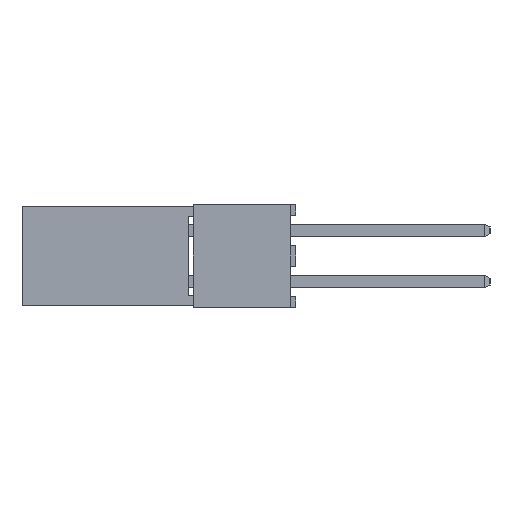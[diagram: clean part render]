
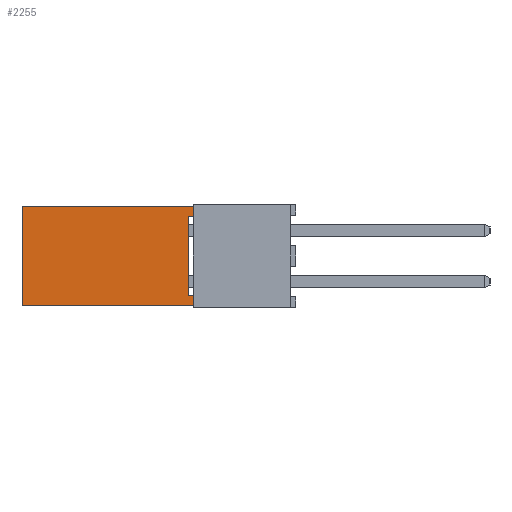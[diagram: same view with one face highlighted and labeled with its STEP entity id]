
A CAD part, left-side view. The second image highlights one B-rep face of the part: STEP entity #2255.
In plain terms, the highlighted planar face has unit normal (-1, 0, 0).
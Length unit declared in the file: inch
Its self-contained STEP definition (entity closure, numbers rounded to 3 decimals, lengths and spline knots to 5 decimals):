
#2255 = ADVANCED_FACE( '', ( #5884 ), #5885, .F. );
#5884 = FACE_OUTER_BOUND( '', #10904, .T. );
#5885 = PLANE( '', #10905 );
#10904 = EDGE_LOOP( '', ( #17950, #17951, #17952, #17953, #17954, #17955, #17956, #17957 ) );
#10905 = AXIS2_PLACEMENT_3D( '', #17958, #17959, #17960 );
#17950 = ORIENTED_EDGE( '', *, *, #30896, .T. );
#17951 = ORIENTED_EDGE( '', *, *, #31870, .T. );
#17952 = ORIENTED_EDGE( '', *, *, #31871, .F. );
#17953 = ORIENTED_EDGE( '', *, *, #31705, .F. );
#17954 = ORIENTED_EDGE( '', *, *, #31872, .T. );
#17955 = ORIENTED_EDGE( '', *, *, #31873, .T. );
#17956 = ORIENTED_EDGE( '', *, *, #31874, .T. );
#17957 = ORIENTED_EDGE( '', *, *, #31875, .T. );
#17958 = CARTESIAN_POINT( '', ( 0., 0.335, -0.0975 ) );
#17959 = DIRECTION( '', ( 1., 0., 0. ) );
#17960 = DIRECTION( '', ( 0., 0., -1. ) );
#30896 = EDGE_CURVE( '', #37563, #37567, #37569, .T. );
#31705 = EDGE_CURVE( '', #38935, #38937, #38938, .T. );
#31870 = EDGE_CURVE( '', #37567, #39207, #39208, .T. );
#31871 = EDGE_CURVE( '', #38937, #39207, #39209, .T. );
#31872 = EDGE_CURVE( '', #38935, #39210, #39211, .T. );
#31873 = EDGE_CURVE( '', #39210, #39212, #39213, .T. );
#31874 = EDGE_CURVE( '', #39212, #39214, #39215, .T. );
#31875 = EDGE_CURVE( '', #39214, #37563, #39216, .T. );
#37563 = VERTEX_POINT( '', #47025 );
#37567 = VERTEX_POINT( '', #47031 );
#37569 = LINE( '', #47034, #47035 );
#38935 = VERTEX_POINT( '', #49045 );
#38937 = VERTEX_POINT( '', #49048 );
#38938 = LINE( '', #49049, #49050 );
#39207 = VERTEX_POINT( '', #49444 );
#39208 = LINE( '', #49445, #49446 );
#39209 = LINE( '', #49447, #49448 );
#39210 = VERTEX_POINT( '', #49449 );
#39211 = LINE( '', #49450, #49451 );
#39212 = VERTEX_POINT( '', #49452 );
#39213 = LINE( '', #49453, #49454 );
#39214 = VERTEX_POINT( '', #49455 );
#39215 = LINE( '', #49456, #49457 );
#39216 = LINE( '', #49458, #49459 );
#47025 = CARTESIAN_POINT( '', ( 0., 0.01, 0.0775 ) );
#47031 = CARTESIAN_POINT( '', ( 0., 0., 0.0775 ) );
#47034 = CARTESIAN_POINT( '', ( 0., 0.01, 0.0775 ) );
#47035 = VECTOR( '', #58049, 39.37008 );
#49045 = CARTESIAN_POINT( '', ( 0., 0.335, -0.0975 ) );
#49048 = CARTESIAN_POINT( '', ( 0., 0.335, 0.0975 ) );
#49049 = CARTESIAN_POINT( '', ( 0., 0.335, -0.0975 ) );
#49050 = VECTOR( '', #58749, 39.37008 );
#49444 = CARTESIAN_POINT( '', ( 0., 0., 0.0975 ) );
#49445 = CARTESIAN_POINT( '', ( 0., 0., -0.0975 ) );
#49446 = VECTOR( '', #58887, 39.37008 );
#49447 = CARTESIAN_POINT( '', ( 0., 0.335, 0.0975 ) );
#49448 = VECTOR( '', #58888, 39.37008 );
#49449 = CARTESIAN_POINT( '', ( 0., 0., -0.0975 ) );
#49450 = CARTESIAN_POINT( '', ( 0., 0.335, -0.0975 ) );
#49451 = VECTOR( '', #58889, 39.37008 );
#49452 = CARTESIAN_POINT( '', ( 0., 0., -0.0775 ) );
#49453 = CARTESIAN_POINT( '', ( 0., 0., -0.0975 ) );
#49454 = VECTOR( '', #58890, 39.37008 );
#49455 = CARTESIAN_POINT( '', ( 0., 0.01, -0.0775 ) );
#49456 = CARTESIAN_POINT( '', ( 0., 0., -0.0775 ) );
#49457 = VECTOR( '', #58891, 39.37008 );
#49458 = CARTESIAN_POINT( '', ( 0., 0.01, -0.0775 ) );
#49459 = VECTOR( '', #58892, 39.37008 );
#58049 = DIRECTION( '', ( 0., -1., 0. ) );
#58749 = DIRECTION( '', ( 0., 0., 1. ) );
#58887 = DIRECTION( '', ( 0., 0., 1. ) );
#58888 = DIRECTION( '', ( 0., -1., 0. ) );
#58889 = DIRECTION( '', ( 0., -1., 0. ) );
#58890 = DIRECTION( '', ( 0., 0., 1. ) );
#58891 = DIRECTION( '', ( 0., 1., 0. ) );
#58892 = DIRECTION( '', ( 0., 0., 1. ) );
